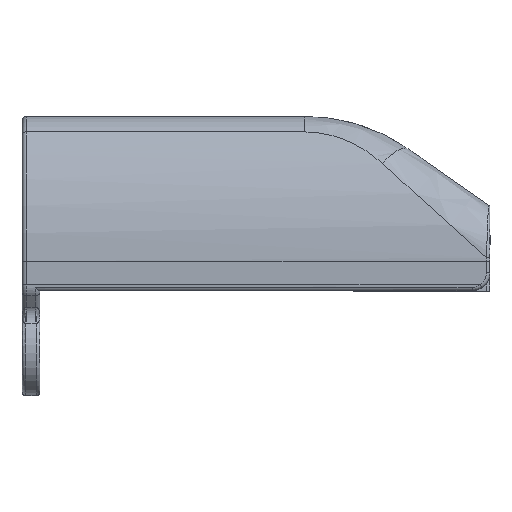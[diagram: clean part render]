
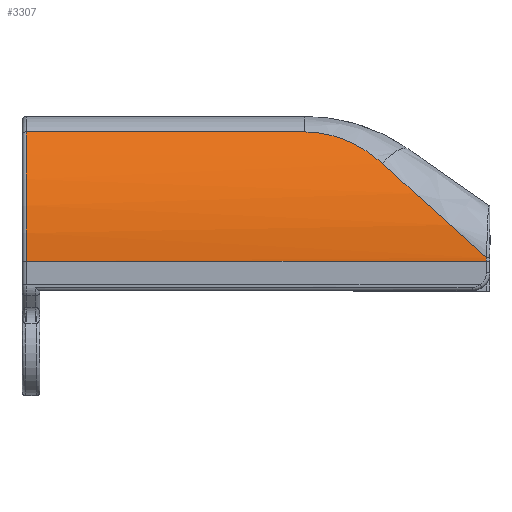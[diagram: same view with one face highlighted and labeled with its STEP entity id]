
A CAD part, top view. The second image highlights one B-rep face of the part: STEP entity #3307.
In plain terms, the highlighted cylindrical face has radius 22 mm (diameter 44 mm), a partial arc.
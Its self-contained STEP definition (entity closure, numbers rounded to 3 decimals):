
#68=ELLIPSE('',#3670,32.763,22.);
#146=CYLINDRICAL_SURFACE('',#3668,22.);
#242=B_SPLINE_CURVE_WITH_KNOTS('',3,(#7315,#7316,#7317,#7318,#7319,#7320,
#7321,#7322,#7323,#7324,#7325,#7326,#7327,#7328,#7329,#7330,#7331,#7332,
#7333,#7334,#7335,#7336,#7337,#7338,#7339,#7340,#7341,#7342,#7343,#7344,
#7345,#7346,#7347,#7348,#7349,#7350,#7351),.UNSPECIFIED.,.F.,.F.,(4,3,3,
3,3,3,3,3,3,3,3,3,4),(0.,0.067,0.135,0.205,
0.279,0.358,0.443,0.537,
0.638,0.73,0.817,0.899,
0.94),.UNSPECIFIED.);
#445=FACE_OUTER_BOUND('',#660,.T.);
#660=EDGE_LOOP('',(#2824,#2825,#2826,#2827,#2828,#2829));
#829=CIRCLE('',#3559,22.);
#880=CIRCLE('',#3669,22.);
#1061=LINE('',#7306,#1240);
#1062=LINE('',#7310,#1241);
#1240=VECTOR('',#4471,10.);
#1241=VECTOR('',#4476,10.);
#1426=VERTEX_POINT('',#6438);
#1427=VERTEX_POINT('',#6442);
#1521=VERTEX_POINT('',#7305);
#1522=VERTEX_POINT('',#7309);
#1523=VERTEX_POINT('',#7311);
#1524=VERTEX_POINT('',#7313);
#1820=EDGE_CURVE('',#1426,#1427,#829,.T.);
#1970=EDGE_CURVE('',#1427,#1521,#1061,.T.);
#1972=EDGE_CURVE('',#1426,#1522,#1062,.T.);
#1973=EDGE_CURVE('',#1523,#1522,#880,.T.);
#1974=EDGE_CURVE('',#1524,#1523,#68,.T.);
#1975=EDGE_CURVE('',#1521,#1524,#242,.T.);
#2824=ORIENTED_EDGE('',*,*,#1820,.F.);
#2825=ORIENTED_EDGE('',*,*,#1972,.T.);
#2826=ORIENTED_EDGE('',*,*,#1973,.F.);
#2827=ORIENTED_EDGE('',*,*,#1974,.F.);
#2828=ORIENTED_EDGE('',*,*,#1975,.F.);
#2829=ORIENTED_EDGE('',*,*,#1970,.F.);
#3307=ADVANCED_FACE('',(#445),#146,.T.);
#3559=AXIS2_PLACEMENT_3D('',#6444,#4187,#4188);
#3668=AXIS2_PLACEMENT_3D('',#7308,#4474,#4475);
#3669=AXIS2_PLACEMENT_3D('',#7312,#4477,#4478);
#3670=AXIS2_PLACEMENT_3D('',#7314,#4479,#4480);
#4187=DIRECTION('center_axis',(-1.,0.,0.));
#4188=DIRECTION('ref_axis',(0.,0.349,0.937));
#4471=DIRECTION('',(1.,0.,0.));
#4474=DIRECTION('center_axis',(1.,0.,0.));
#4475=DIRECTION('ref_axis',(0.,0.383,0.924));
#4476=DIRECTION('',(1.,0.,0.));
#4477=DIRECTION('center_axis',(1.,0.,0.));
#4478=DIRECTION('ref_axis',(0.,0.,1.));
#4479=DIRECTION('center_axis',(0.671,0.741,0.));
#4480=DIRECTION('ref_axis',(-0.741,0.671,0.));
#6438=CARTESIAN_POINT('',(-48.55,25.388,148.852));
#6442=CARTESIAN_POINT('',(-48.55,39.769,143.501));
#6444=CARTESIAN_POINT('Origin',(-48.55,25.388,126.852));
#7305=CARTESIAN_POINT('',(-17.587,39.769,143.501));
#7306=CARTESIAN_POINT('',(-18.8,39.769,143.501));
#7308=CARTESIAN_POINT('Origin',(-18.8,25.388,126.852));
#7309=CARTESIAN_POINT('',(2.6,25.388,148.852));
#7310=CARTESIAN_POINT('',(-18.8,25.388,148.852));
#7311=CARTESIAN_POINT('',(2.6,25.762,148.849));
#7312=CARTESIAN_POINT('Origin',(2.6,25.388,126.852));
#7313=CARTESIAN_POINT('',(-8.984,36.258,145.978));
#7314=CARTESIAN_POINT('Origin',(3.013,25.388,126.852));
#7315=CARTESIAN_POINT('Ctrl Pts',(-17.587,39.769,143.501));
#7316=CARTESIAN_POINT('Ctrl Pts',(-17.364,39.769,143.501));
#7317=CARTESIAN_POINT('Ctrl Pts',(-17.14,39.762,143.506));
#7318=CARTESIAN_POINT('Ctrl Pts',(-16.917,39.749,143.518));
#7319=CARTESIAN_POINT('Ctrl Pts',(-16.691,39.735,143.53));
#7320=CARTESIAN_POINT('Ctrl Pts',(-16.467,39.715,143.547));
#7321=CARTESIAN_POINT('Ctrl Pts',(-16.243,39.689,143.57));
#7322=CARTESIAN_POINT('Ctrl Pts',(-16.01,39.661,143.593));
#7323=CARTESIAN_POINT('Ctrl Pts',(-15.779,39.626,143.623));
#7324=CARTESIAN_POINT('Ctrl Pts',(-15.548,39.585,143.657));
#7325=CARTESIAN_POINT('Ctrl Pts',(-15.307,39.542,143.694));
#7326=CARTESIAN_POINT('Ctrl Pts',(-15.068,39.492,143.736));
#7327=CARTESIAN_POINT('Ctrl Pts',(-14.83,39.434,143.784));
#7328=CARTESIAN_POINT('Ctrl Pts',(-14.572,39.372,143.836));
#7329=CARTESIAN_POINT('Ctrl Pts',(-14.316,39.301,143.894));
#7330=CARTESIAN_POINT('Ctrl Pts',(-14.063,39.222,143.958));
#7331=CARTESIAN_POINT('Ctrl Pts',(-13.794,39.138,144.025));
#7332=CARTESIAN_POINT('Ctrl Pts',(-13.527,39.045,144.1));
#7333=CARTESIAN_POINT('Ctrl Pts',(-13.264,38.944,144.179));
#7334=CARTESIAN_POINT('Ctrl Pts',(-12.969,38.829,144.269));
#7335=CARTESIAN_POINT('Ctrl Pts',(-12.677,38.704,144.365));
#7336=CARTESIAN_POINT('Ctrl Pts',(-12.39,38.567,144.467));
#7337=CARTESIAN_POINT('Ctrl Pts',(-12.085,38.422,144.576));
#7338=CARTESIAN_POINT('Ctrl Pts',(-11.785,38.265,144.691));
#7339=CARTESIAN_POINT('Ctrl Pts',(-11.49,38.095,144.811));
#7340=CARTESIAN_POINT('Ctrl Pts',(-11.221,37.94,144.92));
#7341=CARTESIAN_POINT('Ctrl Pts',(-10.957,37.776,145.034));
#7342=CARTESIAN_POINT('Ctrl Pts',(-10.697,37.602,145.15));
#7343=CARTESIAN_POINT('Ctrl Pts',(-10.451,37.437,145.26));
#7344=CARTESIAN_POINT('Ctrl Pts',(-10.209,37.263,145.372));
#7345=CARTESIAN_POINT('Ctrl Pts',(-9.971,37.081,145.487));
#7346=CARTESIAN_POINT('Ctrl Pts',(-9.747,36.911,145.594));
#7347=CARTESIAN_POINT('Ctrl Pts',(-9.528,36.732,145.702));
#7348=CARTESIAN_POINT('Ctrl Pts',(-9.312,36.547,145.811));
#7349=CARTESIAN_POINT('Ctrl Pts',(-9.201,36.453,145.867));
#7350=CARTESIAN_POINT('Ctrl Pts',(-9.092,36.356,145.923));
#7351=CARTESIAN_POINT('Ctrl Pts',(-8.984,36.258,145.978));
